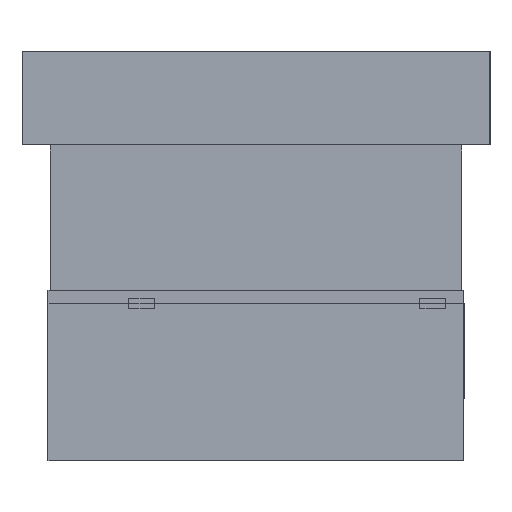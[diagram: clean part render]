
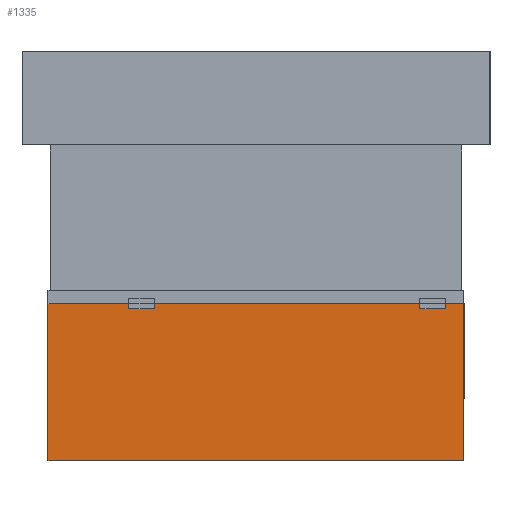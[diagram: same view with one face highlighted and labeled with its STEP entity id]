
A CAD part, left-side view. The second image highlights one B-rep face of the part: STEP entity #1335.
In plain terms, the highlighted planar face has unit normal (-1, 0, 0).
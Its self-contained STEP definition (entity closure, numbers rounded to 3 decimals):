
#1 = DIRECTION ( 'NONE',  ( 0., -1., 0. ) ) ;
#13 = VERTEX_POINT ( 'NONE', #559 ) ;
#27 = CARTESIAN_POINT ( 'NONE',  ( -11.4, -15.75, 14.6 ) ) ;
#49 = DIRECTION ( 'NONE',  ( 0., -1., 0. ) ) ;
#195 = VERTEX_POINT ( 'NONE', #2436 ) ;
#233 = DIRECTION ( 'NONE',  ( 0., 0., 1. ) ) ;
#236 = VECTOR ( 'NONE', #1043, 1000. ) ;
#266 = EDGE_CURVE ( 'NONE', #702, #508, #876, .T. ) ;
#308 = ORIENTED_EDGE ( 'NONE', *, *, #2521, .F. ) ;
#357 = PLANE ( 'NONE',  #1630 ) ;
#390 = CARTESIAN_POINT ( 'NONE',  ( -11.4, -15.75, 15.1 ) ) ;
#410 = CARTESIAN_POINT ( 'NONE',  ( -11.4, -18.25, 14.6 ) ) ;
#446 = VECTOR ( 'NONE', #2449, 1000. ) ;
#500 = LINE ( 'NONE', #1519, #2132 ) ;
#508 = VERTEX_POINT ( 'NONE', #1637 ) ;
#542 = VERTEX_POINT ( 'NONE', #1854 ) ;
#559 = CARTESIAN_POINT ( 'NONE',  ( -11.4, -18.25, 15.1 ) ) ;
#577 = VECTOR ( 'NONE', #233, 1000. ) ;
#584 = CARTESIAN_POINT ( 'NONE',  ( -11.4, 12.25, 15.1 ) ) ;
#597 = ORIENTED_EDGE ( 'NONE', *, *, #850, .F. ) ;
#611 = DIRECTION ( 'NONE',  ( 0., 1., 0. ) ) ;
#624 = VECTOR ( 'NONE', #860, 1000. ) ;
#650 = VERTEX_POINT ( 'NONE', #27 ) ;
#702 = VERTEX_POINT ( 'NONE', #1133 ) ;
#710 = VERTEX_POINT ( 'NONE', #711 ) ;
#711 = CARTESIAN_POINT ( 'NONE',  ( -11.4, 9.75, 14.6 ) ) ;
#784 = ORIENTED_EDGE ( 'NONE', *, *, #2473, .F. ) ;
#802 = DIRECTION ( 'NONE',  ( 0., 0., -1. ) ) ;
#806 = CARTESIAN_POINT ( 'NONE',  ( -11.4, 9.75, 14.6 ) ) ;
#809 = ORIENTED_EDGE ( 'NONE', *, *, #2249, .F. ) ;
#815 = DIRECTION ( 'NONE',  ( 1., 0., 0. ) ) ;
#818 = VERTEX_POINT ( 'NONE', #584 ) ;
#824 = EDGE_CURVE ( 'NONE', #195, #1735, #1015, .T. ) ;
#850 = EDGE_CURVE ( 'NONE', #710, #1669, #1856, .T. ) ;
#860 = DIRECTION ( 'NONE',  ( 0., -1., 0. ) ) ;
#876 = LINE ( 'NONE', #1846, #1273 ) ;
#885 = ORIENTED_EDGE ( 'NONE', *, *, #937, .F. ) ;
#895 = DIRECTION ( 'NONE',  ( 0., -1., 0. ) ) ;
#903 = VERTEX_POINT ( 'NONE', #390 ) ;
#937 = EDGE_CURVE ( 'NONE', #1134, #710, #2114, .T. ) ;
#987 = EDGE_CURVE ( 'NONE', #818, #1134, #1913, .T. ) ;
#991 = CARTESIAN_POINT ( 'NONE',  ( -11.4, -20., 15.1 ) ) ;
#1010 = VECTOR ( 'NONE', #802, 1000. ) ;
#1015 = LINE ( 'NONE', #991, #1145 ) ;
#1022 = DIRECTION ( 'NONE',  ( 0., 0., -1. ) ) ;
#1043 = DIRECTION ( 'NONE',  ( 0., -1., 0. ) ) ;
#1133 = CARTESIAN_POINT ( 'NONE',  ( -11.4, 20., 15.1 ) ) ;
#1134 = VERTEX_POINT ( 'NONE', #1973 ) ;
#1145 = VECTOR ( 'NONE', #2651, 1000. ) ;
#1160 = VECTOR ( 'NONE', #1, 1000. ) ;
#1189 = VECTOR ( 'NONE', #2488, 1000. ) ;
#1237 = LINE ( 'NONE', #2631, #236 ) ;
#1249 = LINE ( 'NONE', #2062, #1189 ) ;
#1256 = ORIENTED_EDGE ( 'NONE', *, *, #1593, .F. ) ;
#1273 = VECTOR ( 'NONE', #1022, 1000. ) ;
#1335 = ADVANCED_FACE ( 'NONE', ( #2603 ), #357, .F. ) ;
#1336 = ORIENTED_EDGE ( 'NONE', *, *, #824, .F. ) ;
#1346 = ORIENTED_EDGE ( 'NONE', *, *, #987, .F. ) ;
#1358 = CARTESIAN_POINT ( 'NONE',  ( -11.4, -20., 0. ) ) ;
#1457 = ORIENTED_EDGE ( 'NONE', *, *, #2402, .T. ) ;
#1519 = CARTESIAN_POINT ( 'NONE',  ( -11.4, 20., 15.1 ) ) ;
#1523 = EDGE_CURVE ( 'NONE', #13, #195, #500, .T. ) ;
#1559 = CARTESIAN_POINT ( 'NONE',  ( -11.4, 9.75, 15.1 ) ) ;
#1593 = EDGE_CURVE ( 'NONE', #1669, #903, #2552, .T. ) ;
#1619 = CARTESIAN_POINT ( 'NONE',  ( -11.4, -15.75, 14.6 ) ) ;
#1630 = AXIS2_PLACEMENT_3D ( 'NONE', #2458, #815, #611 ) ;
#1637 = CARTESIAN_POINT ( 'NONE',  ( -11.4, 20., 0. ) ) ;
#1669 = VERTEX_POINT ( 'NONE', #1559 ) ;
#1681 = CARTESIAN_POINT ( 'NONE',  ( -11.4, 12.25, 14.6 ) ) ;
#1708 = CARTESIAN_POINT ( 'NONE',  ( -11.4, 12.25, 14.6 ) ) ;
#1735 = VERTEX_POINT ( 'NONE', #1358 ) ;
#1835 = EDGE_CURVE ( 'NONE', #542, #13, #2090, .T. ) ;
#1846 = CARTESIAN_POINT ( 'NONE',  ( -11.4, 20., 15.1 ) ) ;
#1854 = CARTESIAN_POINT ( 'NONE',  ( -11.4, -18.25, 14.6 ) ) ;
#1856 = LINE ( 'NONE', #806, #446 ) ;
#1887 = LINE ( 'NONE', #2272, #1160 ) ;
#1913 = LINE ( 'NONE', #1708, #2290 ) ;
#1935 = ORIENTED_EDGE ( 'NONE', *, *, #1523, .F. ) ;
#1973 = CARTESIAN_POINT ( 'NONE',  ( -11.4, 12.25, 14.6 ) ) ;
#1976 = EDGE_LOOP ( 'NONE', ( #2522, #308, #784, #1256, #597, #885, #1346, #809, #2284, #1457, #1336, #1935 ) ) ;
#2062 = CARTESIAN_POINT ( 'NONE',  ( -11.4, -15.75, 14.6 ) ) ;
#2090 = LINE ( 'NONE', #410, #577 ) ;
#2114 = LINE ( 'NONE', #1681, #2160 ) ;
#2132 = VECTOR ( 'NONE', #49, 1000. ) ;
#2160 = VECTOR ( 'NONE', #895, 1000. ) ;
#2249 = EDGE_CURVE ( 'NONE', #702, #818, #1887, .T. ) ;
#2272 = CARTESIAN_POINT ( 'NONE',  ( -11.4, 20., 15.1 ) ) ;
#2284 = ORIENTED_EDGE ( 'NONE', *, *, #266, .T. ) ;
#2290 = VECTOR ( 'NONE', #2506, 1000. ) ;
#2402 = EDGE_CURVE ( 'NONE', #508, #1735, #1237, .T. ) ;
#2436 = CARTESIAN_POINT ( 'NONE',  ( -11.4, -20., 15.1 ) ) ;
#2449 = DIRECTION ( 'NONE',  ( 0., 0., 1. ) ) ;
#2458 = CARTESIAN_POINT ( 'NONE',  ( -11.4, 20., 15.1 ) ) ;
#2473 = EDGE_CURVE ( 'NONE', #903, #650, #2660, .T. ) ;
#2488 = DIRECTION ( 'NONE',  ( 0., -1., 0. ) ) ;
#2506 = DIRECTION ( 'NONE',  ( 0., 0., -1. ) ) ;
#2511 = CARTESIAN_POINT ( 'NONE',  ( -11.4, 20., 15.1 ) ) ;
#2521 = EDGE_CURVE ( 'NONE', #650, #542, #1249, .T. ) ;
#2522 = ORIENTED_EDGE ( 'NONE', *, *, #1835, .F. ) ;
#2552 = LINE ( 'NONE', #2511, #624 ) ;
#2603 = FACE_OUTER_BOUND ( 'NONE', #1976, .T. ) ;
#2631 = CARTESIAN_POINT ( 'NONE',  ( -11.4, 20., 0. ) ) ;
#2651 = DIRECTION ( 'NONE',  ( 0., 0., -1. ) ) ;
#2660 = LINE ( 'NONE', #1619, #1010 ) ;
